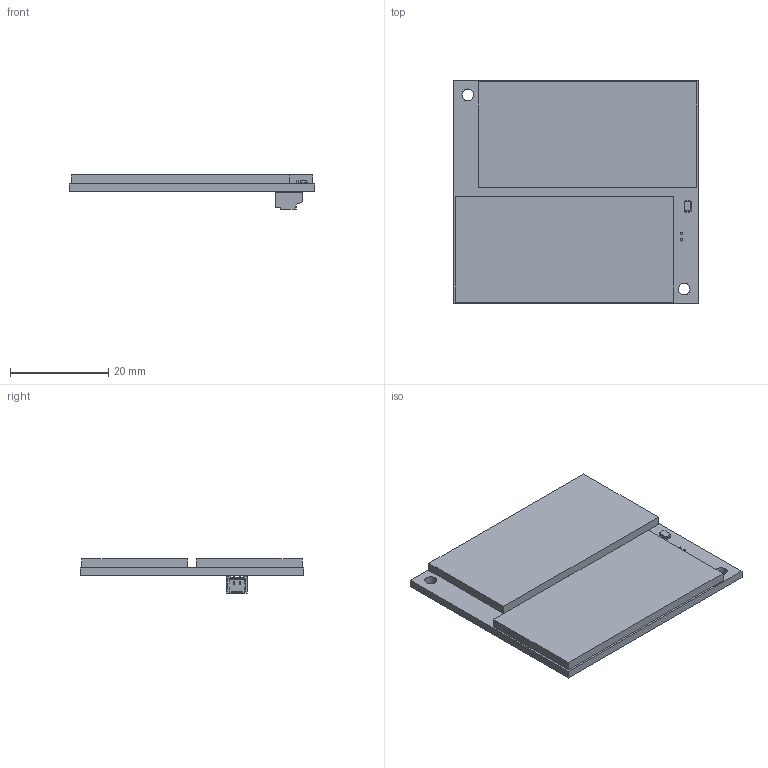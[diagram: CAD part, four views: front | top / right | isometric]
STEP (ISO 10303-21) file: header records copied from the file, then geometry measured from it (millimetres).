
FILE_DESCRIPTION(('KiCad electronic assembly'),'2;1');
FILE_NAME('pv1.step','2024-04-17T14:32:36',('Pcbnew'),('Kicad'), 'Open CASCADE STEP processor 7.7','KiCad to STEP converter','Unknown' );
FILE_SCHEMA(('AUTOMOTIVE_DESIGN { 1 0 10303 214 1 1 1 1 }'));
Length unit declared in the file: millimetre
Products named in the file (8): pv1 1; sm940k09l; SM940K09L; CUHS20S40,H3F; CUHS20S30,H3F; Molex_PicoBlade_53048-0210_1x02_P1.25mm_Horixontal; 530480210_1_2_3; pv1 PCB
Assembly tree (8 placements, depth 3):
  pv1 1
    sm940k09l  x2
      SM940K09L
    CUHS20S40,H3F
      CUHS20S30,H3F
    Molex_PicoBlade_53048-0210_1x02_P1.25mm_Horixontal
      530480210_1_2_3
    pv1 PCB
Bounding box: 50 x 45.5 x 7 mm (x, y, z)
Volume: 7110.6 mm3; surface area: 9336.9 mm2
Topology: 7 solids, 7 shells, 174 faces, 444 edges, 286 vertices
Faces by surface type: plane 152, bspline 16, cylinder 6
Full cylindrical faces by diameter (mm): 0.5 x2, 2.4 x2
Entity records: 11430 total; most frequent: CARTESIAN_POINT 2355, DIRECTION 1540, LINE 1192, VECTOR 1192, ORIENTED_EDGE 864, PCURVE 864, DEFINITIONAL_REPRESENTATION 864, EDGE_CURVE 432
